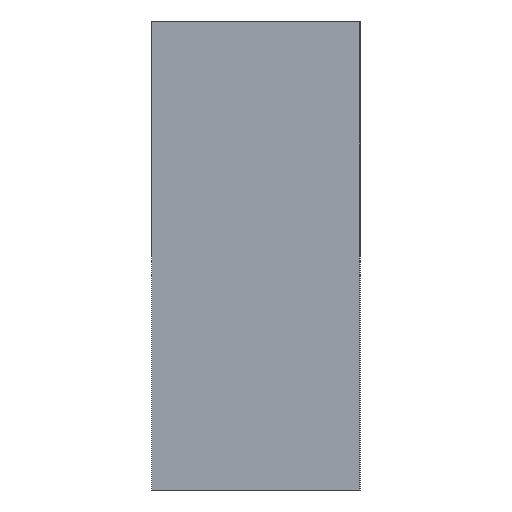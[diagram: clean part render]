
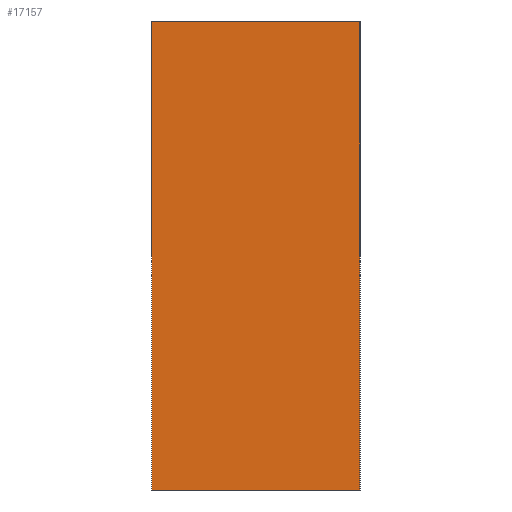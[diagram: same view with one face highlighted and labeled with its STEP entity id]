
A CAD part, left-side view. The second image highlights one B-rep face of the part: STEP entity #17157.
In plain terms, the highlighted planar face has unit normal (-1, 0, 0).
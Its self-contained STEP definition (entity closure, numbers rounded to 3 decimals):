
#1754=FACE_OUTER_BOUND('',#2762,.T.);
#2762=EDGE_LOOP('',(#13609,#13610,#13611,#13612));
#4206=LINE('',#26672,#5997);
#4275=LINE('',#27004,#6066);
#4280=LINE('',#27015,#6071);
#4284=LINE('',#27029,#6075);
#5997=VECTOR('',#20125,10.);
#6066=VECTOR('',#20352,10.);
#6071=VECTOR('',#20363,10.);
#6075=VECTOR('',#20381,10.);
#7648=VERTEX_POINT('',#26669);
#7649=VERTEX_POINT('',#26671);
#7712=VERTEX_POINT('',#27001);
#7713=VERTEX_POINT('',#27003);
#9672=EDGE_CURVE('',#7648,#7649,#4206,.T.);
#9781=EDGE_CURVE('',#7713,#7712,#4275,.T.);
#9787=EDGE_CURVE('',#7649,#7712,#4280,.T.);
#9794=EDGE_CURVE('',#7713,#7648,#4284,.T.);
#13609=ORIENTED_EDGE('',*,*,#9794,.F.);
#13610=ORIENTED_EDGE('',*,*,#9781,.T.);
#13611=ORIENTED_EDGE('',*,*,#9787,.F.);
#13612=ORIENTED_EDGE('',*,*,#9672,.F.);
#16459=PLANE('',#18067);
#17157=ADVANCED_FACE('',(#1754),#16459,.T.);
#18067=AXIS2_PLACEMENT_3D('',#27028,#20379,#20380);
#20125=DIRECTION('',(0.,0.,1.));
#20352=DIRECTION('',(0.,0.,1.));
#20363=DIRECTION('',(0.,-1.,0.));
#20379=DIRECTION('center_axis',(-1.,0.,0.));
#20380=DIRECTION('ref_axis',(0.,-1.,0.));
#20381=DIRECTION('',(0.,1.,0.));
#26669=CARTESIAN_POINT('',(-291.,10.,0.));
#26671=CARTESIAN_POINT('',(-291.,10.,45.));
#26672=CARTESIAN_POINT('',(-291.,10.,0.));
#27001=CARTESIAN_POINT('',(-291.,-10.,45.));
#27003=CARTESIAN_POINT('',(-291.,-10.,0.));
#27004=CARTESIAN_POINT('',(-291.,-10.,0.));
#27015=CARTESIAN_POINT('',(-291.,-10.,45.));
#27028=CARTESIAN_POINT('Origin',(-291.,10.,0.));
#27029=CARTESIAN_POINT('',(-291.,-10.,0.));
